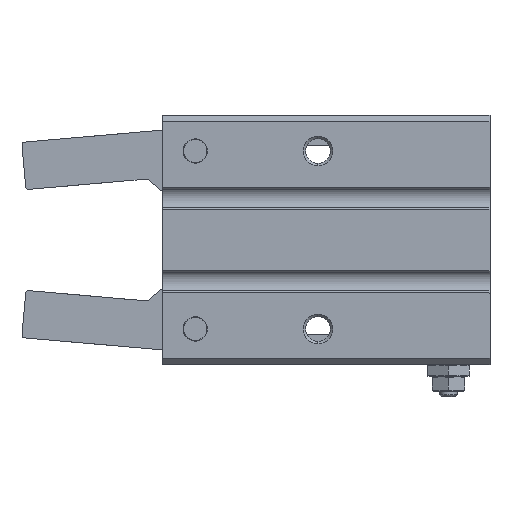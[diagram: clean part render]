
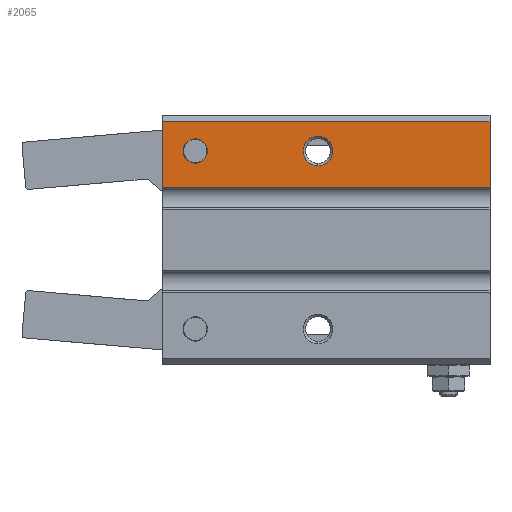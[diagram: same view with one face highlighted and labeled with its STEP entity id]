
A CAD part, front view. The second image highlights one B-rep face of the part: STEP entity #2065.
In plain terms, the highlighted face is planar.
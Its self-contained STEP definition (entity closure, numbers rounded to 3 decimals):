
#54 = VERTEX_POINT ( 'NONE', #521 ) ;
#521 = CARTESIAN_POINT ( 'NONE',  ( -12.95, 13.8, -5.5 ) ) ;
#647 = EDGE_CURVE ( 'NONE', #54, #8975, #13400, .T. ) ;
#719 = VERTEX_POINT ( 'NONE', #1433 ) ;
#800 = ORIENTED_EDGE ( 'NONE', *, *, #13618, .T. ) ;
#904 = CARTESIAN_POINT ( 'NONE',  ( -15., 13.8, -26.2 ) ) ;
#1024 = DIRECTION ( 'NONE',  ( 0., -1., 0. ) ) ;
#1149 = LINE ( 'NONE', #10254, #3142 ) ;
#1173 = CIRCLE ( 'NONE', #7647, 2.5 ) ;
#1345 = DIRECTION ( 'NONE',  ( -1., 0., 0. ) ) ;
#1349 = FACE_BOUND ( 'NONE', #12192, .T. ) ;
#1433 = CARTESIAN_POINT ( 'NONE',  ( -19.953, 13.8, 0. ) ) ;
#1460 = LINE ( 'NONE', #1686, #1801 ) ;
#1686 = CARTESIAN_POINT ( 'NONE',  ( -19.953, 13.8, -55.2 ) ) ;
#1801 = VECTOR ( 'NONE', #4132, 1000. ) ;
#2065 = ADVANCED_FACE ( 'NONE', ( #9576, #1349, #6448 ), #6728, .T. ) ;
#2099 = DIRECTION ( 'NONE',  ( -1., 0., 0. ) ) ;
#2245 = DIRECTION ( 'NONE',  ( 0., -1., 0. ) ) ;
#2342 = CARTESIAN_POINT ( 'NONE',  ( -7., 13.8, -55.2 ) ) ;
#2421 = EDGE_CURVE ( 'NONE', #6640, #9414, #1149, .T. ) ;
#2465 = DIRECTION ( 'NONE',  ( 0., -1., 0. ) ) ;
#2570 = CARTESIAN_POINT ( 'NONE',  ( -8.85, 13.8, 0. ) ) ;
#2704 = AXIS2_PLACEMENT_3D ( 'NONE', #12723, #5664, #9281 ) ;
#2964 = CIRCLE ( 'NONE', #4093, 2.05 ) ;
#2974 = VERTEX_POINT ( 'NONE', #4718 ) ;
#2989 = ORIENTED_EDGE ( 'NONE', *, *, #10234, .T. ) ;
#3079 = EDGE_CURVE ( 'NONE', #8975, #54, #2964, .T. ) ;
#3142 = VECTOR ( 'NONE', #9270, 1000. ) ;
#3628 = CARTESIAN_POINT ( 'NONE',  ( -15., 13.8, -5.5 ) ) ;
#3918 = CARTESIAN_POINT ( 'NONE',  ( -19.953, 13.8, -55.2 ) ) ;
#4093 = AXIS2_PLACEMENT_3D ( 'NONE', #3628, #2465, #1345 ) ;
#4132 = DIRECTION ( 'NONE',  ( 0., 0., 1. ) ) ;
#4563 = CARTESIAN_POINT ( 'NONE',  ( -17.05, 13.8, -5.5 ) ) ;
#4664 = EDGE_CURVE ( 'NONE', #9414, #12994, #12634, .T. ) ;
#4718 = CARTESIAN_POINT ( 'NONE',  ( -17.5, 13.8, -26.2 ) ) ;
#5664 = DIRECTION ( 'NONE',  ( 0., 1., 0. ) ) ;
#5718 = AXIS2_PLACEMENT_3D ( 'NONE', #15191, #2245, #8159 ) ;
#5771 = DIRECTION ( 'NONE',  ( -1., 0., 0. ) ) ;
#5878 = LINE ( 'NONE', #2570, #7515 ) ;
#5953 = DIRECTION ( 'NONE',  ( 1., 0., 0. ) ) ;
#6448 = FACE_OUTER_BOUND ( 'NONE', #10678, .T. ) ;
#6640 = VERTEX_POINT ( 'NONE', #9413 ) ;
#6728 = PLANE ( 'NONE',  #2704 ) ;
#6881 = AXIS2_PLACEMENT_3D ( 'NONE', #10281, #1024, #2099 ) ;
#7203 = ORIENTED_EDGE ( 'NONE', *, *, #13978, .T. ) ;
#7515 = VECTOR ( 'NONE', #5953, 1000. ) ;
#7647 = AXIS2_PLACEMENT_3D ( 'NONE', #904, #12771, #5771 ) ;
#8073 = ORIENTED_EDGE ( 'NONE', *, *, #4664, .T. ) ;
#8154 = DIRECTION ( 'NONE',  ( -1., 0., 0. ) ) ;
#8159 = DIRECTION ( 'NONE',  ( -1., 0., 0. ) ) ;
#8975 = VERTEX_POINT ( 'NONE', #4563 ) ;
#9270 = DIRECTION ( 'NONE',  ( 0., 0., -1. ) ) ;
#9281 = DIRECTION ( 'NONE',  ( 0., 0., 1. ) ) ;
#9413 = CARTESIAN_POINT ( 'NONE',  ( -8.85, 13.8, 0. ) ) ;
#9414 = VERTEX_POINT ( 'NONE', #9884 ) ;
#9576 = FACE_BOUND ( 'NONE', #14883, .T. ) ;
#9883 = ORIENTED_EDGE ( 'NONE', *, *, #2421, .T. ) ;
#9884 = CARTESIAN_POINT ( 'NONE',  ( -8.85, 13.8, -55.2 ) ) ;
#10234 = EDGE_CURVE ( 'NONE', #13110, #2974, #1173, .T. ) ;
#10254 = CARTESIAN_POINT ( 'NONE',  ( -8.85, 13.8, -55.2 ) ) ;
#10281 = CARTESIAN_POINT ( 'NONE',  ( -15., 13.8, -26.2 ) ) ;
#10678 = EDGE_LOOP ( 'NONE', ( #15166, #9883, #8073, #7203 ) ) ;
#11915 = EDGE_CURVE ( 'NONE', #719, #6640, #5878, .T. ) ;
#12192 = EDGE_LOOP ( 'NONE', ( #800, #2989 ) ) ;
#12438 = CIRCLE ( 'NONE', #6881, 2.5 ) ;
#12504 = CARTESIAN_POINT ( 'NONE',  ( -12.5, 13.8, -26.2 ) ) ;
#12610 = ORIENTED_EDGE ( 'NONE', *, *, #3079, .T. ) ;
#12634 = LINE ( 'NONE', #2342, #13927 ) ;
#12723 = CARTESIAN_POINT ( 'NONE',  ( -8.85, 13.8, -55.2 ) ) ;
#12771 = DIRECTION ( 'NONE',  ( 0., -1., 0. ) ) ;
#12994 = VERTEX_POINT ( 'NONE', #3918 ) ;
#13110 = VERTEX_POINT ( 'NONE', #12504 ) ;
#13400 = CIRCLE ( 'NONE', #5718, 2.05 ) ;
#13618 = EDGE_CURVE ( 'NONE', #2974, #13110, #12438, .T. ) ;
#13927 = VECTOR ( 'NONE', #8154, 1000. ) ;
#13978 = EDGE_CURVE ( 'NONE', #12994, #719, #1460, .T. ) ;
#14169 = ORIENTED_EDGE ( 'NONE', *, *, #647, .T. ) ;
#14883 = EDGE_LOOP ( 'NONE', ( #12610, #14169 ) ) ;
#15166 = ORIENTED_EDGE ( 'NONE', *, *, #11915, .T. ) ;
#15191 = CARTESIAN_POINT ( 'NONE',  ( -15., 13.8, -5.5 ) ) ;
